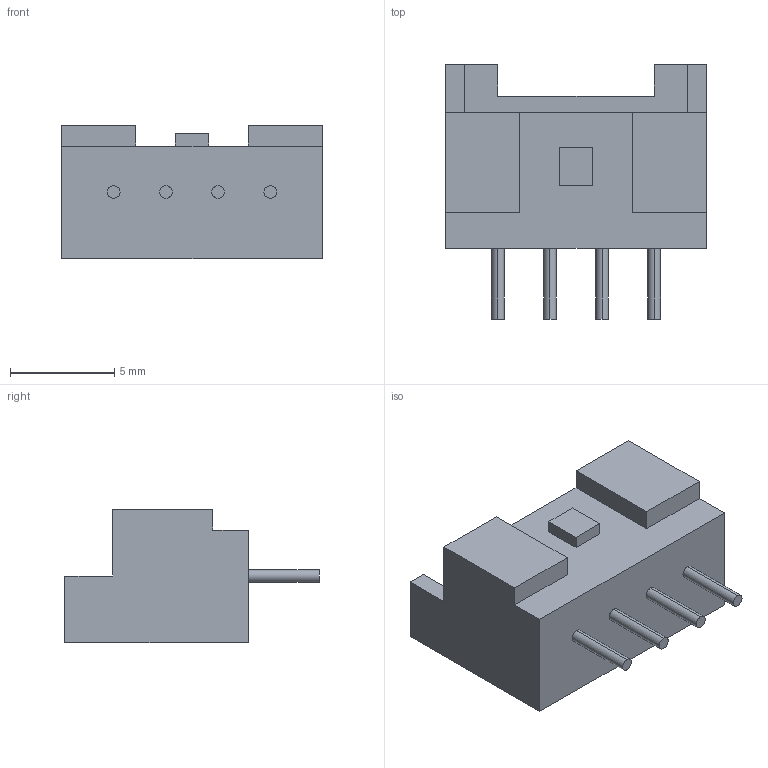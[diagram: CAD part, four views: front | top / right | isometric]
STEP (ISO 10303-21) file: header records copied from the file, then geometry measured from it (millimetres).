
FILE_DESCRIPTION (( 'STEP AP214' ), '1' );
FILE_NAME ('DEDB719A-4BCC-4320-A435-6592F8C9AFE6.STEP', '2024-07-20T12:23:59', ( '' ), ( '' ), 'SwSTEP 2.0', 'SolidWorks 2022', '' );
FILE_SCHEMA (( 'AUTOMOTIVE_DESIGN' ));
Length unit declared in the file: millimetre
Products named in the file (1): DEDB719A-4BCC-4320-A435-6592F8C9AFE6
Bounding box: 12.5 x 12.2 x 6.4 mm (x, y, z)
Volume: 309.9 mm3; surface area: 644.5 mm2
Topology: 1 solids, 1 shells, 57 faces, 138 edges, 92 vertices
Faces by surface type: plane 41, cylinder 16
Entity records: 1962 total; most frequent: CARTESIAN_POINT 288, DIRECTION 286, ORIENTED_EDGE 276, EDGE_CURVE 138, VECTOR 106, LINE 106, VERTEX_POINT 92, AXIS2_PLACEMENT_3D 90
